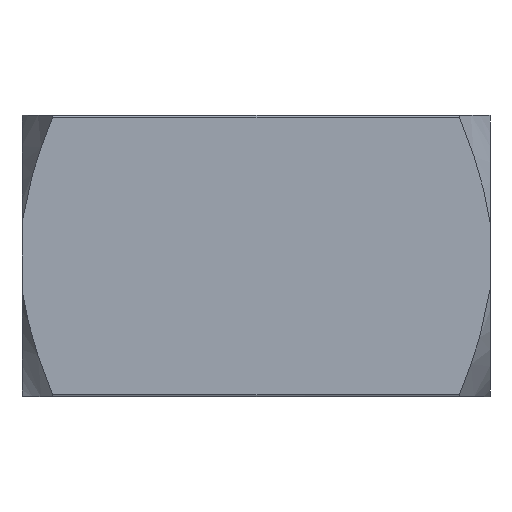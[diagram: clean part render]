
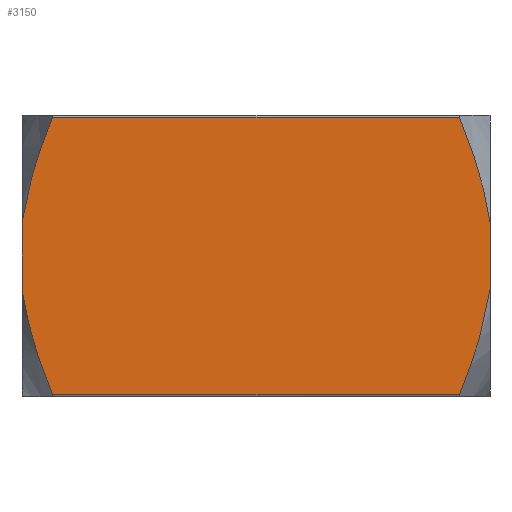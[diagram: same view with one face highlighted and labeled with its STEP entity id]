
A CAD part, front view. The second image highlights one B-rep face of the part: STEP entity #3150.
In plain terms, the highlighted planar face has unit normal (0, -1, 0).
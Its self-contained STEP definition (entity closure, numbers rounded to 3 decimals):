
#37=(
BOUNDED_CURVE()
B_SPLINE_CURVE(2,(#4316,#4317,#4318),.UNSPECIFIED.,.F.,.F.)
B_SPLINE_CURVE_WITH_KNOTS((3,3),(0.,2.434),.UNSPECIFIED.)
CURVE()
GEOMETRIC_REPRESENTATION_ITEM()
RATIONAL_B_SPLINE_CURVE((1.,1.052,1.002))
REPRESENTATION_ITEM('')
);
#39=(
BOUNDED_CURVE()
B_SPLINE_CURVE(2,(#4326,#4327,#4328),.UNSPECIFIED.,.F.,.F.)
B_SPLINE_CURVE_WITH_KNOTS((3,3),(0.043,2.477),
 .UNSPECIFIED.)
CURVE()
GEOMETRIC_REPRESENTATION_ITEM()
RATIONAL_B_SPLINE_CURVE((1.002,1.052,1.))
REPRESENTATION_ITEM('')
);
#40=(
BOUNDED_CURVE()
B_SPLINE_CURVE(2,(#4332,#4333,#4334),.UNSPECIFIED.,.F.,.F.)
B_SPLINE_CURVE_WITH_KNOTS((3,3),(0.,2.434),.UNSPECIFIED.)
CURVE()
GEOMETRIC_REPRESENTATION_ITEM()
RATIONAL_B_SPLINE_CURVE((1.,1.052,1.002))
REPRESENTATION_ITEM('')
);
#41=(
BOUNDED_CURVE()
B_SPLINE_CURVE(2,(#4338,#4339,#4340),.UNSPECIFIED.,.F.,.F.)
B_SPLINE_CURVE_WITH_KNOTS((3,3),(0.043,2.477),
 .UNSPECIFIED.)
CURVE()
GEOMETRIC_REPRESENTATION_ITEM()
RATIONAL_B_SPLINE_CURVE((1.002,1.052,1.))
REPRESENTATION_ITEM('')
);
#187=PLANE('',#3363);
#298=LINE('',#4313,#580);
#299=LINE('',#4330,#581);
#300=LINE('',#4336,#582);
#301=LINE('',#4341,#583);
#580=VECTOR('',#3596,10.);
#581=VECTOR('',#3603,10.);
#582=VECTOR('',#3604,10.);
#583=VECTOR('',#3605,10.);
#1093=FACE_OUTER_BOUND('',#1270,.T.);
#1270=EDGE_LOOP('',(#2245,#2246,#2247,#2248,#2249,#2250,#2251,#2252));
#1476=VERTEX_POINT('',#4288);
#1479=VERTEX_POINT('',#4302);
#1480=VERTEX_POINT('',#4315);
#1482=VERTEX_POINT('',#4325);
#1483=VERTEX_POINT('',#4329);
#1484=VERTEX_POINT('',#4331);
#1485=VERTEX_POINT('',#4335);
#1486=VERTEX_POINT('',#4337);
#1781=EDGE_CURVE('',#1479,#1476,#298,.T.);
#1782=EDGE_CURVE('',#1480,#1476,#37,.T.);
#1785=EDGE_CURVE('',#1479,#1482,#39,.T.);
#1786=EDGE_CURVE('',#1482,#1483,#299,.T.);
#1787=EDGE_CURVE('',#1483,#1484,#40,.T.);
#1788=EDGE_CURVE('',#1485,#1484,#300,.T.);
#1789=EDGE_CURVE('',#1485,#1486,#41,.T.);
#1790=EDGE_CURVE('',#1480,#1486,#301,.T.);
#2245=ORIENTED_EDGE('',*,*,#1781,.F.);
#2246=ORIENTED_EDGE('',*,*,#1785,.T.);
#2247=ORIENTED_EDGE('',*,*,#1786,.T.);
#2248=ORIENTED_EDGE('',*,*,#1787,.T.);
#2249=ORIENTED_EDGE('',*,*,#1788,.F.);
#2250=ORIENTED_EDGE('',*,*,#1789,.T.);
#2251=ORIENTED_EDGE('',*,*,#1790,.F.);
#2252=ORIENTED_EDGE('',*,*,#1782,.T.);
#3150=ADVANCED_FACE('',(#1093),#187,.T.);
#3363=AXIS2_PLACEMENT_3D('',#4324,#3601,#3602);
#3596=DIRECTION('',(1.,0.,0.));
#3601=DIRECTION('center_axis',(0.,-1.,0.));
#3602=DIRECTION('ref_axis',(0.,0.,-1.));
#3603=DIRECTION('',(0.,0.,-1.));
#3604=DIRECTION('',(-1.,0.,0.));
#3605=DIRECTION('',(0.,0.,-1.));
#4288=CARTESIAN_POINT('',(96.275,-31.,30.5));
#4302=CARTESIAN_POINT('',(6.725,-31.,30.5));
#4313=CARTESIAN_POINT('',(0.,-31.,30.5));
#4315=CARTESIAN_POINT('',(103.,-31.,7.268));
#4316=CARTESIAN_POINT('Ctrl Pts',(103.,-31.,7.268));
#4317=CARTESIAN_POINT('Ctrl Pts',(101.706,-31.,17.088));
#4318=CARTESIAN_POINT('Ctrl Pts',(96.275,-31.,30.5));
#4324=CARTESIAN_POINT('Origin',(0.,-31.,31.));
#4325=CARTESIAN_POINT('',(0.,-31.,7.268));
#4326=CARTESIAN_POINT('Ctrl Pts',(6.725,-31.,30.5));
#4327=CARTESIAN_POINT('Ctrl Pts',(1.294,-31.,17.088));
#4328=CARTESIAN_POINT('Ctrl Pts',(0.,-31.,7.268));
#4329=CARTESIAN_POINT('',(0.,-31.,-7.268));
#4330=CARTESIAN_POINT('',(0.,-31.,31.));
#4331=CARTESIAN_POINT('',(6.725,-31.,-30.5));
#4332=CARTESIAN_POINT('Ctrl Pts',(0.,-31.,-7.268));
#4333=CARTESIAN_POINT('Ctrl Pts',(1.294,-31.,-17.088));
#4334=CARTESIAN_POINT('Ctrl Pts',(6.725,-31.,-30.5));
#4335=CARTESIAN_POINT('',(96.275,-31.,-30.5));
#4336=CARTESIAN_POINT('',(0.,-31.,-30.5));
#4337=CARTESIAN_POINT('',(103.,-31.,-7.268));
#4338=CARTESIAN_POINT('Ctrl Pts',(96.275,-31.,-30.5));
#4339=CARTESIAN_POINT('Ctrl Pts',(101.706,-31.,-17.088));
#4340=CARTESIAN_POINT('Ctrl Pts',(103.,-31.,-7.268));
#4341=CARTESIAN_POINT('',(103.,-31.,31.));
